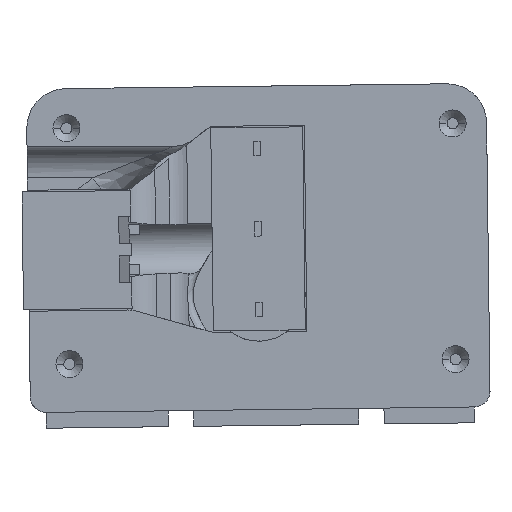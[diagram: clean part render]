
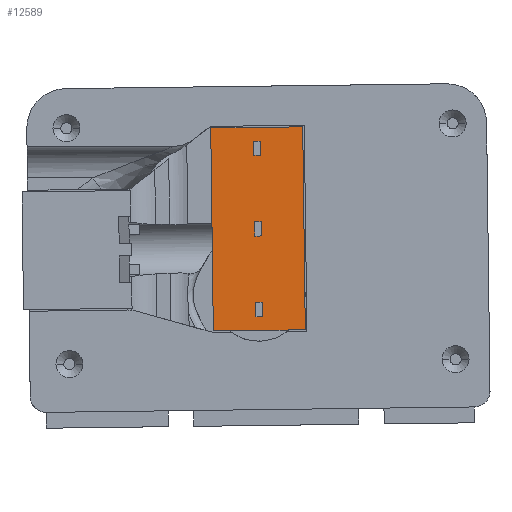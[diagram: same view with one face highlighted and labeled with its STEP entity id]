
A CAD part, front view. The second image highlights one B-rep face of the part: STEP entity #12589.
In plain terms, the highlighted face is planar.
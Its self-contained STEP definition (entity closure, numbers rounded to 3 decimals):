
#84 = EDGE_CURVE ( 'NONE', #9141, #1648, #10072, .T. ) ;
#94 = EDGE_CURVE ( 'NONE', #912, #3461, #2015, .T. ) ;
#229 = CARTESIAN_POINT ( 'NONE',  ( -8.78, 11.819, 14.804 ) ) ;
#292 = CARTESIAN_POINT ( 'NONE',  ( -9.65, 14.919, 14.804 ) ) ;
#533 = VECTOR ( 'NONE', #11894, 1000. ) ;
#586 = DIRECTION ( 'NONE',  ( -1., 0., 0. ) ) ;
#641 = EDGE_LOOP ( 'NONE', ( #5041, #4116, #12403, #8360 ) ) ;
#671 = LINE ( 'NONE', #12729, #6503 ) ;
#792 = CARTESIAN_POINT ( 'NONE',  ( -3.7, 12.219, 14.804 ) ) ;
#821 = CARTESIAN_POINT ( 'NONE',  ( 3.15, 14.919, 14.804 ) ) ;
#881 = VECTOR ( 'NONE', #11626, 1000. ) ;
#912 = VERTEX_POINT ( 'NONE', #229 ) ;
#958 = LINE ( 'NONE', #11029, #8067 ) ;
#1005 = CARTESIAN_POINT ( 'NONE',  ( -8.78, 11.819, 14.804 ) ) ;
#1082 = VECTOR ( 'NONE', #4132, 1000. ) ;
#1121 = DIRECTION ( 'NONE',  ( 1., 0., 0. ) ) ;
#1211 = FACE_BOUND ( 'NONE', #8974, .T. ) ;
#1292 = VECTOR ( 'NONE', #3071, 1000. ) ;
#1336 = LINE ( 'NONE', #9522, #9542 ) ;
#1428 = EDGE_CURVE ( 'NONE', #8071, #11954, #11680, .T. ) ;
#1530 = LINE ( 'NONE', #10650, #6092 ) ;
#1597 = DIRECTION ( 'NONE',  ( 0., 1., 0. ) ) ;
#1648 = VERTEX_POINT ( 'NONE', #2935 ) ;
#1680 = VERTEX_POINT ( 'NONE', #6182 ) ;
#1828 = CARTESIAN_POINT ( 'NONE',  ( -9.65, 9.119, 14.804 ) ) ;
#1833 = CARTESIAN_POINT ( 'NONE',  ( -9.65, 14.919, 14.804 ) ) ;
#1901 = ORIENTED_EDGE ( 'NONE', *, *, #10437, .F. ) ;
#2015 = LINE ( 'NONE', #1005, #1292 ) ;
#2132 = VERTEX_POINT ( 'NONE', #792 ) ;
#2300 = CARTESIAN_POINT ( 'NONE',  ( -8.78, 12.219, 14.804 ) ) ;
#2398 = DIRECTION ( 'NONE',  ( -1., 0., 0. ) ) ;
#2509 = CARTESIAN_POINT ( 'NONE',  ( 2.28, 12.219, 14.804 ) ) ;
#2609 = CARTESIAN_POINT ( 'NONE',  ( -7.88, 12.219, 14.804 ) ) ;
#2722 = DIRECTION ( 'NONE',  ( 0., -1., 0. ) ) ;
#2850 = LINE ( 'NONE', #6700, #5378 ) ;
#2864 = CARTESIAN_POINT ( 'NONE',  ( -7.88, 11.819, 14.804 ) ) ;
#2935 = CARTESIAN_POINT ( 'NONE',  ( -2.8, 12.219, 14.804 ) ) ;
#2965 = DIRECTION ( 'NONE',  ( -1., 0., 0. ) ) ;
#3007 = EDGE_LOOP ( 'NONE', ( #8277, #7554, #11640, #5778 ) ) ;
#3071 = DIRECTION ( 'NONE',  ( 1., 0., 0. ) ) ;
#3193 = EDGE_CURVE ( 'NONE', #1680, #9720, #12626, .T. ) ;
#3212 = VECTOR ( 'NONE', #11716, 1000. ) ;
#3456 = VERTEX_POINT ( 'NONE', #3740 ) ;
#3461 = VERTEX_POINT ( 'NONE', #2864 ) ;
#3740 = CARTESIAN_POINT ( 'NONE',  ( -9.65, 9.119, 14.804 ) ) ;
#3746 = VECTOR ( 'NONE', #1121, 1000. ) ;
#3825 = ORIENTED_EDGE ( 'NONE', *, *, #6750, .T. ) ;
#3924 = EDGE_CURVE ( 'NONE', #1648, #2132, #5651, .T. ) ;
#4020 = VECTOR ( 'NONE', #11071, 1000. ) ;
#4116 = ORIENTED_EDGE ( 'NONE', *, *, #5418, .F. ) ;
#4132 = DIRECTION ( 'NONE',  ( -1., 0., 0. ) ) ;
#4238 = EDGE_CURVE ( 'NONE', #2132, #4240, #1336, .T. ) ;
#4240 = VERTEX_POINT ( 'NONE', #9320 ) ;
#4379 = FACE_BOUND ( 'NONE', #641, .T. ) ;
#4494 = CARTESIAN_POINT ( 'NONE',  ( -9.65, 14.919, 14.804 ) ) ;
#4722 = VECTOR ( 'NONE', #11891, 1000. ) ;
#4808 = LINE ( 'NONE', #1828, #4722 ) ;
#5031 = AXIS2_PLACEMENT_3D ( 'NONE', #12445, #7425, #2398 ) ;
#5041 = ORIENTED_EDGE ( 'NONE', *, *, #3193, .F. ) ;
#5378 = VECTOR ( 'NONE', #2722, 1000. ) ;
#5409 = EDGE_LOOP ( 'NONE', ( #3825, #9312, #1901, #9886 ) ) ;
#5418 = EDGE_CURVE ( 'NONE', #11388, #1680, #958, .T. ) ;
#5459 = VERTEX_POINT ( 'NONE', #8654 ) ;
#5544 = EDGE_CURVE ( 'NONE', #8028, #3456, #12614, .T. ) ;
#5651 = LINE ( 'NONE', #9669, #11451 ) ;
#5733 = DIRECTION ( 'NONE',  ( 1., 0., 0. ) ) ;
#5778 = ORIENTED_EDGE ( 'NONE', *, *, #11202, .F. ) ;
#6028 = ORIENTED_EDGE ( 'NONE', *, *, #7417, .F. ) ;
#6092 = VECTOR ( 'NONE', #1597, 1000. ) ;
#6182 = CARTESIAN_POINT ( 'NONE',  ( 1.38, 12.219, 14.804 ) ) ;
#6310 = CARTESIAN_POINT ( 'NONE',  ( 1.38, 11.819, 14.804 ) ) ;
#6326 = EDGE_CURVE ( 'NONE', #5459, #9193, #7994, .T. ) ;
#6425 = EDGE_CURVE ( 'NONE', #3461, #8071, #10109, .T. ) ;
#6503 = VECTOR ( 'NONE', #5733, 1000. ) ;
#6700 = CARTESIAN_POINT ( 'NONE',  ( -8.78, 12.219, 14.804 ) ) ;
#6750 = EDGE_CURVE ( 'NONE', #3456, #9193, #4808, .T. ) ;
#6935 = DIRECTION ( 'NONE',  ( 0., -1., 0. ) ) ;
#7163 = FACE_BOUND ( 'NONE', #3007, .T. ) ;
#7417 = EDGE_CURVE ( 'NONE', #11954, #912, #2850, .T. ) ;
#7425 = DIRECTION ( 'NONE',  ( 0., 0., -1. ) ) ;
#7554 = ORIENTED_EDGE ( 'NONE', *, *, #3924, .F. ) ;
#7661 = LINE ( 'NONE', #1833, #533 ) ;
#7911 = ORIENTED_EDGE ( 'NONE', *, *, #6425, .F. ) ;
#7994 = LINE ( 'NONE', #821, #11484 ) ;
#8028 = VERTEX_POINT ( 'NONE', #4494 ) ;
#8067 = VECTOR ( 'NONE', #2965, 1000. ) ;
#8071 = VERTEX_POINT ( 'NONE', #11575 ) ;
#8277 = ORIENTED_EDGE ( 'NONE', *, *, #4238, .F. ) ;
#8360 = ORIENTED_EDGE ( 'NONE', *, *, #11995, .F. ) ;
#8404 = PLANE ( 'NONE',  #5031 ) ;
#8654 = CARTESIAN_POINT ( 'NONE',  ( 3.15, 14.919, 14.804 ) ) ;
#8702 = VECTOR ( 'NONE', #12365, 1000. ) ;
#8776 = LINE ( 'NONE', #12758, #3746 ) ;
#8971 = CARTESIAN_POINT ( 'NONE',  ( 2.28, 11.819, 14.804 ) ) ;
#8974 = EDGE_LOOP ( 'NONE', ( #7911, #10892, #6028, #9925 ) ) ;
#9141 = VERTEX_POINT ( 'NONE', #9721 ) ;
#9193 = VERTEX_POINT ( 'NONE', #12023 ) ;
#9312 = ORIENTED_EDGE ( 'NONE', *, *, #6326, .F. ) ;
#9320 = CARTESIAN_POINT ( 'NONE',  ( -3.7, 11.819, 14.804 ) ) ;
#9522 = CARTESIAN_POINT ( 'NONE',  ( -3.7, 12.219, 14.804 ) ) ;
#9542 = VECTOR ( 'NONE', #12498, 1000. ) ;
#9669 = CARTESIAN_POINT ( 'NONE',  ( -2.8, 12.219, 14.804 ) ) ;
#9720 = VERTEX_POINT ( 'NONE', #6310 ) ;
#9721 = CARTESIAN_POINT ( 'NONE',  ( -2.8, 11.819, 14.804 ) ) ;
#9886 = ORIENTED_EDGE ( 'NONE', *, *, #5544, .T. ) ;
#9925 = ORIENTED_EDGE ( 'NONE', *, *, #1428, .F. ) ;
#10072 = LINE ( 'NONE', #12060, #4020 ) ;
#10109 = LINE ( 'NONE', #12231, #8702 ) ;
#10398 = FACE_OUTER_BOUND ( 'NONE', #5409, .T. ) ;
#10437 = EDGE_CURVE ( 'NONE', #8028, #5459, #7661, .T. ) ;
#10650 = CARTESIAN_POINT ( 'NONE',  ( 2.28, 11.819, 14.804 ) ) ;
#10892 = ORIENTED_EDGE ( 'NONE', *, *, #94, .F. ) ;
#11029 = CARTESIAN_POINT ( 'NONE',  ( 2.28, 12.219, 14.804 ) ) ;
#11071 = DIRECTION ( 'NONE',  ( 0., 1., 0. ) ) ;
#11202 = EDGE_CURVE ( 'NONE', #4240, #9141, #8776, .T. ) ;
#11243 = VERTEX_POINT ( 'NONE', #8971 ) ;
#11388 = VERTEX_POINT ( 'NONE', #2509 ) ;
#11451 = VECTOR ( 'NONE', #586, 1000. ) ;
#11484 = VECTOR ( 'NONE', #6935, 1000. ) ;
#11575 = CARTESIAN_POINT ( 'NONE',  ( -7.88, 12.219, 14.804 ) ) ;
#11626 = DIRECTION ( 'NONE',  ( 0., -1., 0. ) ) ;
#11640 = ORIENTED_EDGE ( 'NONE', *, *, #84, .F. ) ;
#11680 = LINE ( 'NONE', #2609, #1082 ) ;
#11716 = DIRECTION ( 'NONE',  ( 0., -1., 0. ) ) ;
#11839 = CARTESIAN_POINT ( 'NONE',  ( 1.38, 12.219, 14.804 ) ) ;
#11891 = DIRECTION ( 'NONE',  ( 1., 0., 0. ) ) ;
#11894 = DIRECTION ( 'NONE',  ( 1., 0., 0. ) ) ;
#11954 = VERTEX_POINT ( 'NONE', #2300 ) ;
#11995 = EDGE_CURVE ( 'NONE', #9720, #11243, #671, .T. ) ;
#12023 = CARTESIAN_POINT ( 'NONE',  ( 3.15, 9.119, 14.804 ) ) ;
#12060 = CARTESIAN_POINT ( 'NONE',  ( -2.8, 11.819, 14.804 ) ) ;
#12231 = CARTESIAN_POINT ( 'NONE',  ( -7.88, 11.819, 14.804 ) ) ;
#12365 = DIRECTION ( 'NONE',  ( 0., 1., 0. ) ) ;
#12403 = ORIENTED_EDGE ( 'NONE', *, *, #13062, .F. ) ;
#12445 = CARTESIAN_POINT ( 'NONE',  ( -9.65, 14.919, 14.804 ) ) ;
#12498 = DIRECTION ( 'NONE',  ( 0., -1., 0. ) ) ;
#12589 = ADVANCED_FACE ( 'NONE', ( #10398, #1211, #4379, #7163 ), #8404, .F. ) ;
#12614 = LINE ( 'NONE', #292, #881 ) ;
#12626 = LINE ( 'NONE', #11839, #3212 ) ;
#12729 = CARTESIAN_POINT ( 'NONE',  ( 1.38, 11.819, 14.804 ) ) ;
#12758 = CARTESIAN_POINT ( 'NONE',  ( -3.7, 11.819, 14.804 ) ) ;
#13062 = EDGE_CURVE ( 'NONE', #11243, #11388, #1530, .T. ) ;
